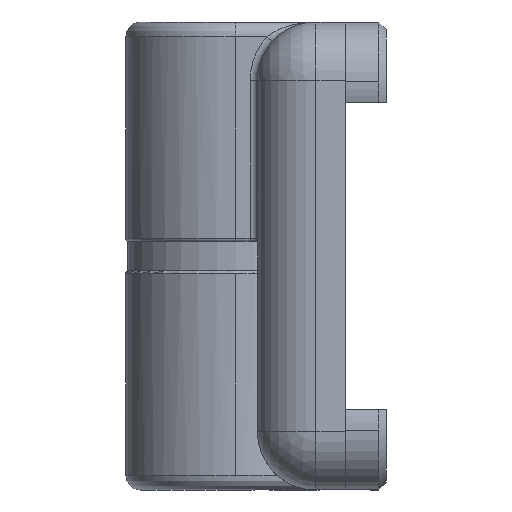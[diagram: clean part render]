
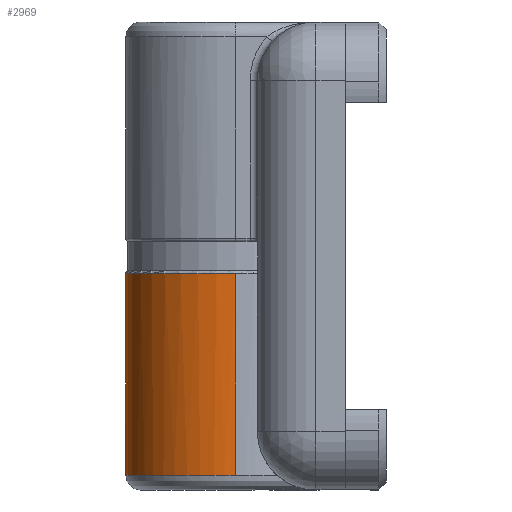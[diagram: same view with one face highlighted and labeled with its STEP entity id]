
A CAD part, left-side view. The second image highlights one B-rep face of the part: STEP entity #2969.
In plain terms, the highlighted cylindrical face has radius 7.5 mm (diameter 15 mm), a partial arc.
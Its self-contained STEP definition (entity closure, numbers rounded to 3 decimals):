
#186 = CARTESIAN_POINT ( 'NONE',  ( -23.777, 14.051, -15. ) ) ;
#263 = DIRECTION ( 'NONE',  ( 0., 0., -1. ) ) ;
#270 = CYLINDRICAL_SURFACE ( 'NONE', #1626, 7.5 ) ;
#751 = VERTEX_POINT ( 'NONE', #8365 ) ;
#869 = CARTESIAN_POINT ( 'NONE',  ( -25.998, 12.106, -15. ) ) ;
#1538 = CARTESIAN_POINT ( 'NONE',  ( -12.695, 9.46, -15. ) ) ;
#1550 = CARTESIAN_POINT ( 'NONE',  ( -27.5, 7.497, -15. ) ) ;
#1564 = CARTESIAN_POINT ( 'NONE',  ( -27.305, 9.46, -15. ) ) ;
#1626 = AXIS2_PLACEMENT_3D ( 'NONE', #4343, #263, #8388 ) ;
#1867 = VERTEX_POINT ( 'NONE', #1550 ) ;
#1901 = DIRECTION ( 'NONE',  ( 0., 0., -1. ) ) ;
#1940 = ORIENTED_EDGE ( 'NONE', *, *, #7062, .T. ) ;
#1978 = CARTESIAN_POINT ( 'NONE',  ( -27.5, 7.497, 16. ) ) ;
#2210 = CARTESIAN_POINT ( 'NONE',  ( -14.003, 12.106, -15. ) ) ;
#2230 = CARTESIAN_POINT ( 'NONE',  ( -27.5, 7.497, -15. ) ) ;
#2307 = EDGE_CURVE ( 'NONE', #4284, #751, #4496, .T. ) ;
#2610 = EDGE_CURVE ( 'NONE', #751, #1867, #4544, .T. ) ;
#2888 = CARTESIAN_POINT ( 'NONE',  ( -16.223, 14.051, -15. ) ) ;
#2924 = ORIENTED_EDGE ( 'NONE', *, *, #2307, .T. ) ;
#2969 = ADVANCED_FACE ( 'NONE', ( #2994 ), #270, .T. ) ;
#2994 = FACE_OUTER_BOUND ( 'NONE', #3488, .T. ) ;
#3024 = VECTOR ( 'NONE', #1901, 1000. ) ;
#3395 = CARTESIAN_POINT ( 'NONE',  ( -20., 7.497, -1.2 ) ) ;
#3444 = CARTESIAN_POINT ( 'NONE',  ( -12.5, 7.497, -15. ) ) ;
#3488 = EDGE_LOOP ( 'NONE', ( #7669, #1940, #2924, #8162 ) ) ;
#3580 = CARTESIAN_POINT ( 'NONE',  ( -19.018, 14.997, -15. ) ) ;
#4011 = DIRECTION ( 'NONE',  ( 0., 0., -1. ) ) ;
#4066 = DIRECTION ( 'NONE',  ( 1., 0., 0. ) ) ;
#4243 = CARTESIAN_POINT ( 'NONE',  ( -12.5, 8.479, -15. ) ) ;
#4265 = CARTESIAN_POINT ( 'NONE',  ( -21.963, 14.802, -15. ) ) ;
#4284 = VERTEX_POINT ( 'NONE', #6131 ) ;
#4343 = CARTESIAN_POINT ( 'NONE',  ( -20., 7.497, 16. ) ) ;
#4496 = LINE ( 'NONE', #5989, #3024 ) ;
#4544 = B_SPLINE_CURVE_WITH_KNOTS ( 'NONE', 3,
 ( #3444, #4243, #1538, #6312, #2210, #6991, #2888, #7647, #3580, #8328, #4265, #186, #4977, #869, #5661, #1564, #6344, #2230 ),
 .UNSPECIFIED., .F., .F.,
 ( 4, 2, 2, 2, 2, 2, 2, 2, 4 ),
 ( 0., 0.084, 0.168, 0.251, 0.335, 0.419, 0.503, 0.587, 0.67 ),
 .UNSPECIFIED. ) ;
#4654 = VERTEX_POINT ( 'NONE', #8252 ) ;
#4977 = CARTESIAN_POINT ( 'NONE',  ( -24.609, 13.495, -15. ) ) ;
#5457 = AXIS2_PLACEMENT_3D ( 'NONE', #3395, #8149, #4066 ) ;
#5661 = CARTESIAN_POINT ( 'NONE',  ( -26.553, 11.274, -15. ) ) ;
#5989 = CARTESIAN_POINT ( 'NONE',  ( -12.5, 7.497, 16. ) ) ;
#6131 = CARTESIAN_POINT ( 'NONE',  ( -12.5, 7.497, -1.2 ) ) ;
#6312 = CARTESIAN_POINT ( 'NONE',  ( -13.447, 11.274, -15. ) ) ;
#6344 = CARTESIAN_POINT ( 'NONE',  ( -27.5, 8.479, -15. ) ) ;
#6631 = EDGE_CURVE ( 'NONE', #4654, #1867, #8101, .T. ) ;
#6991 = CARTESIAN_POINT ( 'NONE',  ( -15.391, 13.495, -15. ) ) ;
#7062 = EDGE_CURVE ( 'NONE', #4654, #4284, #7270, .T. ) ;
#7270 = CIRCLE ( 'NONE', #5457, 7.5 ) ;
#7647 = CARTESIAN_POINT ( 'NONE',  ( -18.037, 14.802, -15. ) ) ;
#7669 = ORIENTED_EDGE ( 'NONE', *, *, #6631, .F. ) ;
#7797 = VECTOR ( 'NONE', #4011, 1000. ) ;
#8101 = LINE ( 'NONE', #1978, #7797 ) ;
#8149 = DIRECTION ( 'NONE',  ( 0., 0., -1. ) ) ;
#8162 = ORIENTED_EDGE ( 'NONE', *, *, #2610, .T. ) ;
#8252 = CARTESIAN_POINT ( 'NONE',  ( -27.5, 7.497, -1.2 ) ) ;
#8328 = CARTESIAN_POINT ( 'NONE',  ( -20.982, 14.997, -15. ) ) ;
#8365 = CARTESIAN_POINT ( 'NONE',  ( -12.5, 7.497, -15. ) ) ;
#8388 = DIRECTION ( 'NONE',  ( -1., 0., 0. ) ) ;
